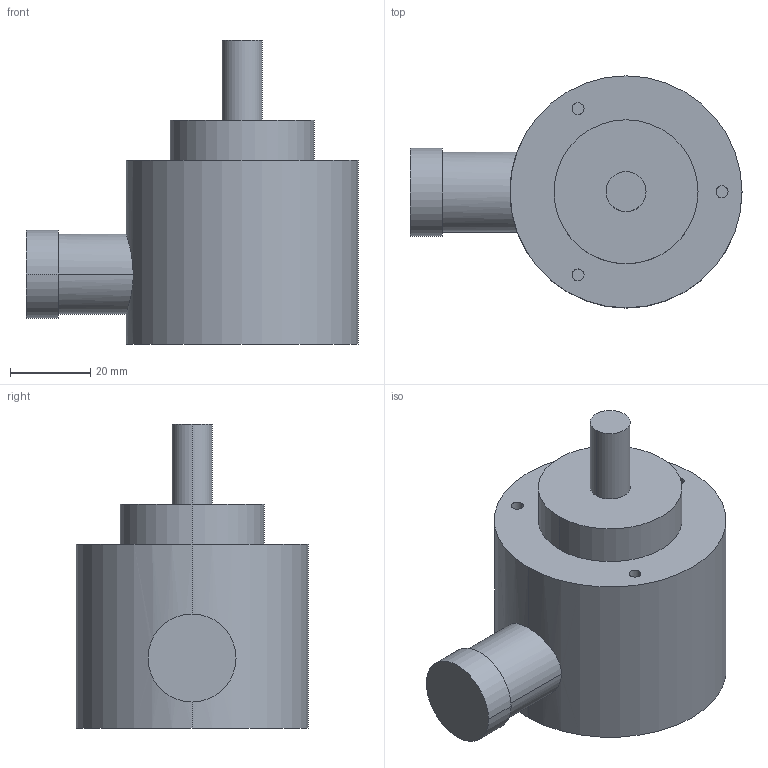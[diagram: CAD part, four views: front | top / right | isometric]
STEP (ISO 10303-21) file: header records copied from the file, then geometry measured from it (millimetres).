
FILE_DESCRIPTION((''),'2;1');
FILE_NAME('04','2011-01-03T',('Ingenieurbuero Eiseler'),('Pepperl+Fuchs'),'PRO/ENGINEER BY PARAMETRIC TECHNOLOGY CORPORATION, 2009440','PRO/ENGINEER BY PARAMETRIC TECHNOLOGY CORPORATION, 2009440','');
FILE_SCHEMA(('CONFIG_CONTROL_DESIGN'));
Length unit declared in the file: millimetre
Products named in the file (1): 04
Bounding box: 83 x 58 x 76 mm (x, y, z)
Volume: 141698.5 mm3; surface area: 17370.1 mm2
Topology: 1 solids, 1 shells, 25 faces, 51 edges, 34 vertices
Faces by surface type: cylinder 16, plane 9
Entity records: 1137 total; most frequent: CARTESIAN_POINT 150, DIRECTION 127, ORIENTED_EDGE 102, PRESENTATION_STYLE_ASSIGNMENT 71, AXIS2_PLACEMENT_3D 55, STYLED_ITEM 52, CURVE_STYLE 51, EDGE_CURVE 51
